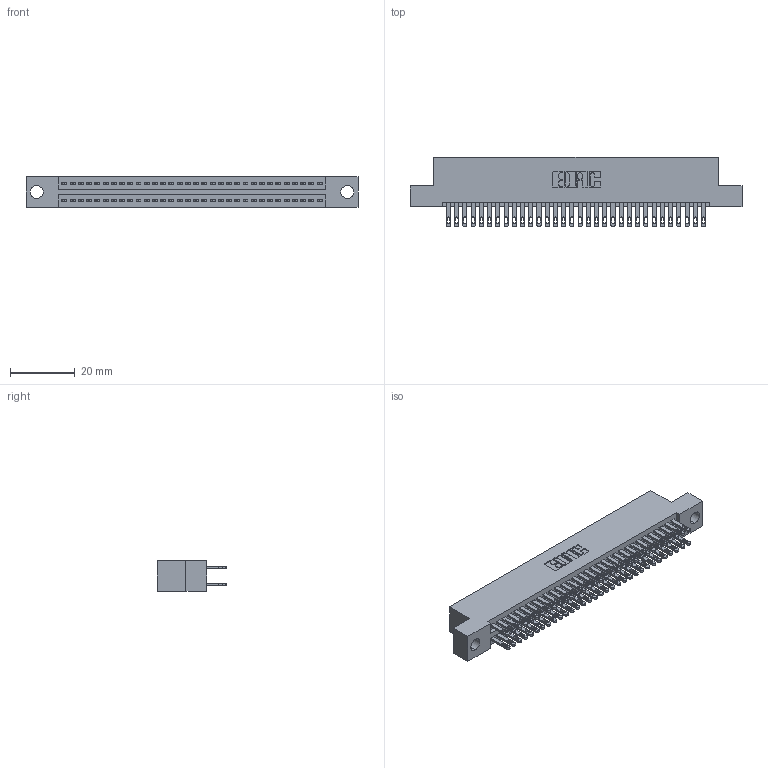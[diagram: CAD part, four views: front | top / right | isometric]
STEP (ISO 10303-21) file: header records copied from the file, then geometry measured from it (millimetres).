
FILE_DESCRIPTION (( 'STEP AP203' ), '1' );
FILE_NAME ('345-064-500-204.STEP', '2021-05-20T06:25:14', ( '' ), ( '' ), 'SwSTEP 2.0', 'SolidWorks 2020', '' );
FILE_SCHEMA (( 'CONFIG_CONTROL_DESIGN' ));
Length unit declared in the file: inch
Products named in the file (3): 345-064-500-204; 345 Part_Flush Mounting Lugs - 0.156 Dia-TI; 345-292-001_345-293-100
Assembly tree (65 placements, depth 2):
  345-064-500-204
    345 Part_Flush Mounting Lugs - 0.156 Dia-TI
    345-292-001_345-293-100  x64
Bounding box: 102.49 x 21.51 x 9.4 mm (x, y, z)
Volume: 9952.7 mm3; surface area: 15022.4 mm2
Topology: 65 solids, 65 shells, 3084 faces, 9401 edges, 6266 vertices
Faces by surface type: plane 1822, cylinder 1262
Entity records: 26803 total; most frequent: CARTESIAN_POINT 4506, ORIENTED_EDGE 4438, DIRECTION 3987, EDGE_CURVE 2219, VECTOR 1955, LINE 1955, VERTEX_POINT 1478, AXIS2_PLACEMENT_3D 1016
